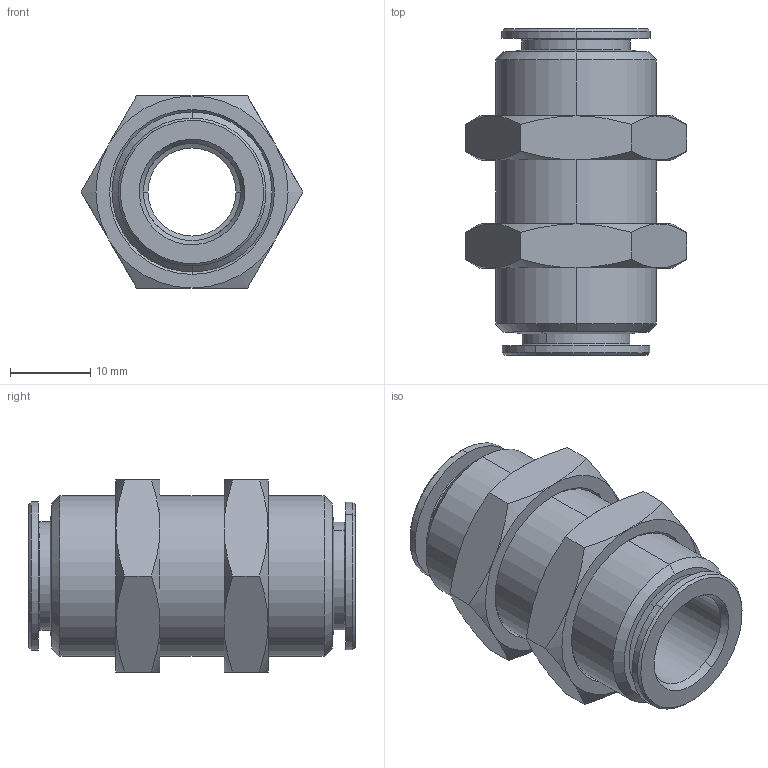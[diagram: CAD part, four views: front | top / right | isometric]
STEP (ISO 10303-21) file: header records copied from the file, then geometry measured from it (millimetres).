
FILE_DESCRIPTION (( 'STEP AP203' ), '1' );
FILE_NAME ('A0170060.STEP', '2009-04-07T08:48:51', ( 'UT1' ), ( 'sopra-pneumatic' ), 'SwSTEP 2.0', 'SolidWorks 2009', '' );
FILE_SCHEMA (( 'CONFIG_CONTROL_DESIGN' ));
Length unit declared in the file: millimetre
Products named in the file (1): A0170060
Bounding box: 27.71 x 40.8 x 24 mm (x, y, z)
Volume: 9324 mm3; surface area: 5780.1 mm2
Topology: 1 solids, 1 shells, 98 faces, 212 edges, 124 vertices
Faces by surface type: cone 56, plane 22, cylinder 20
Entity records: 2913 total; most frequent: CARTESIAN_POINT 723, DIRECTION 462, ORIENTED_EDGE 424, EDGE_CURVE 212, AXIS2_PLACEMENT_3D 199, VERTEX_POINT 124, EDGE_LOOP 108, CIRCLE 100
